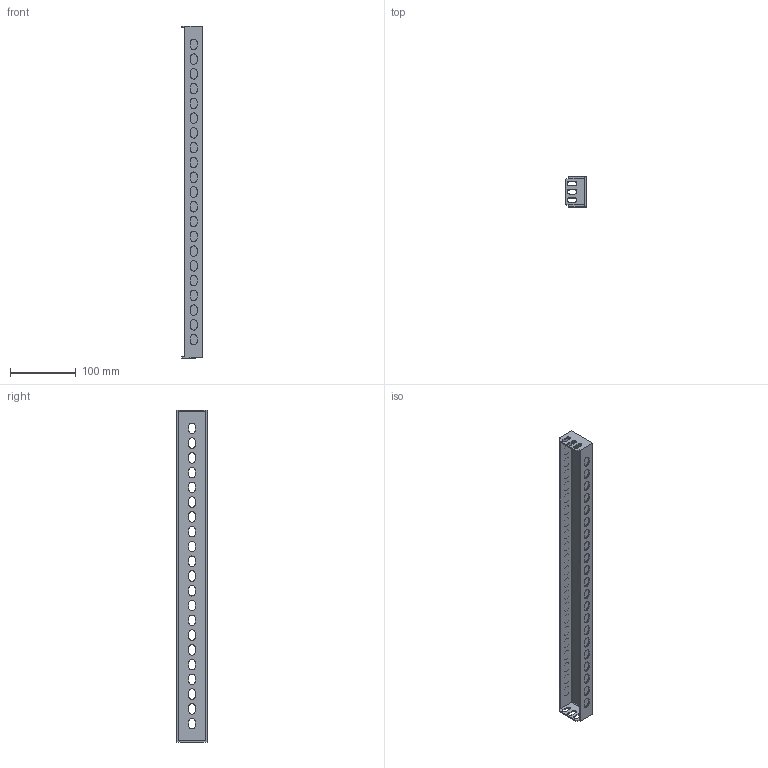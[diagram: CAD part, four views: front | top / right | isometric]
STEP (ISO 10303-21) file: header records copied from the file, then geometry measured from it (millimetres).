
FILE_DESCRIPTION (( 'STEP AP214' ), '1' );
FILE_NAME ('Ðåéêà èçîëÿòîðîâ Â 600.STEP', '2022-03-31T14:00:31', ( '' ), ( '' ), 'SwSTEP 2.0', 'SolidWorks 2017', '' );
FILE_SCHEMA (( 'AUTOMOTIVE_DESIGN' ));
Length unit declared in the file: millimetre
Products named in the file (1): Ðåéêà èçîëÿòîðîâ Â 600
Bounding box: 32 x 46 x 506 mm (x, y, z)
Volume: 107454 mm3; surface area: 104449.8 mm2
Topology: 1 solids, 1 shells, 373 faces, 979 edges, 650 vertices
Faces by surface type: plane 208, cylinder 165
Entity records: 11701 total; most frequent: DIRECTION 2057, CARTESIAN_POINT 2003, ORIENTED_EDGE 1958, EDGE_CURVE 979, AXIS2_PLACEMENT_3D 704, VERTEX_POINT 650, LINE 649, VECTOR 649
